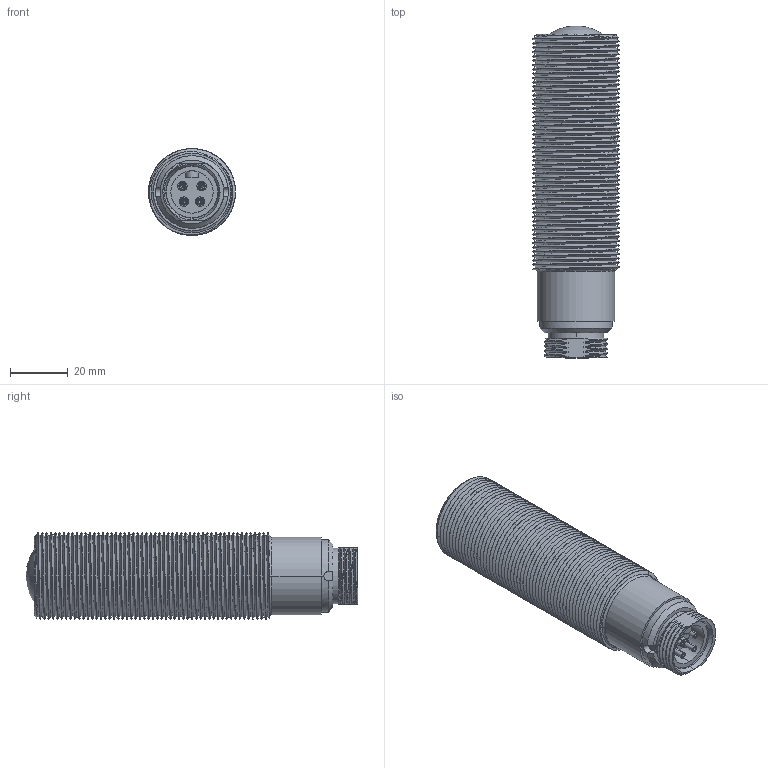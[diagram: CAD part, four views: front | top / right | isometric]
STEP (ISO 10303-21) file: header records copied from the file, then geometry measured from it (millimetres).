
FILE_DESCRIPTION((''),'2;1');
FILE_NAME('156693_SW','2011-02-09T',('banengservice'),('BANNER ENGINEERING'),'PRO/ENGINEER BY PARAMETRIC TECHNOLOGY CORPORATION, 2009141','PRO/ENGINEER BY PARAMETRIC TECHNOLOGY CORPORATION, 2009141','');
FILE_SCHEMA(('CONFIG_CONTROL_DESIGN'));
Products named in the file (1): 156693_SW
Bounding box: 30 x 114.58 x 30 mm (x, y, z)
Volume: 25749.4 mm3; surface area: 33279 mm2
Topology: 2 solids, 2 shells, 434 faces, 1128 edges, 717 vertices
Faces by surface type: cylinder 198, bspline 93, cone 59, plane 56, torus 24, sphere 4
Entity records: 44904 total; most frequent: CARTESIAN_POINT 35338, ORIENTED_EDGE 2232, DIRECTION 1557, EDGE_CURVE 1116, VERTEX_POINT 717, AXIS2_PLACEMENT_3D 589, B_SPLINE_CURVE_WITH_KNOTS 489, EDGE_LOOP 471
